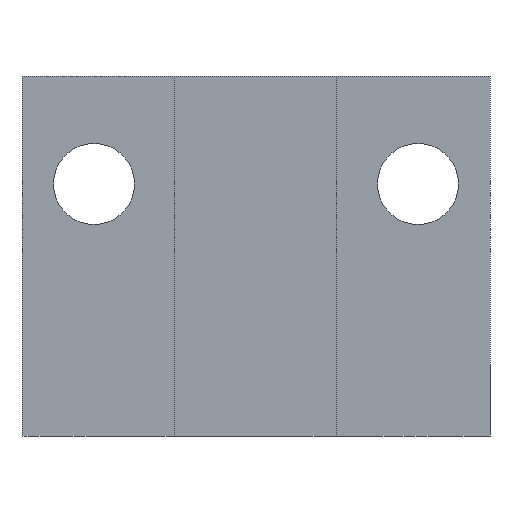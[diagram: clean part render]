
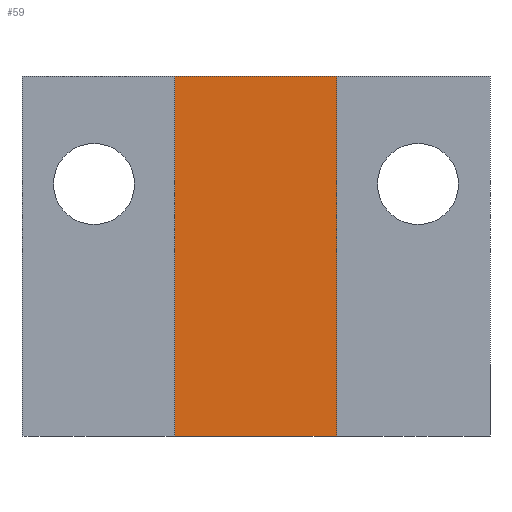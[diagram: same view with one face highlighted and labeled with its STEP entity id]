
A CAD part, front view. The second image highlights one B-rep face of the part: STEP entity #59.
In plain terms, the highlighted planar face has unit normal (0, -1, 0).
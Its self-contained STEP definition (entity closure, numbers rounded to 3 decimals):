
#59=ADVANCED_FACE('',(#123),#124,.T.);
#123=FACE_OUTER_BOUND('',#237,.T.);
#124=PLANE('',#238);
#237=EDGE_LOOP('',(#422,#423,#424,#425));
#238=AXIS2_PLACEMENT_3D('',#426,#427,#428);
#422=ORIENTED_EDGE('',*,*,#817,.F.);
#423=ORIENTED_EDGE('',*,*,#818,.F.);
#424=ORIENTED_EDGE('',*,*,#819,.F.);
#425=ORIENTED_EDGE('',*,*,#814,.T.);
#426=CARTESIAN_POINT('',(0.0,0.6,20.0));
#427=DIRECTION('',(0.0,-1.0,0.0));
#428=DIRECTION('',(0.0,0.0,-1.0));
#814=EDGE_CURVE('',#1012,#1009,#1013,.T.);
#817=EDGE_CURVE('',#1017,#1009,#1018,.T.);
#818=EDGE_CURVE('',#1019,#1017,#1020,.T.);
#819=EDGE_CURVE('',#1012,#1019,#1021,.T.);
#1009=VERTEX_POINT('',#1273);
#1012=VERTEX_POINT('',#1277);
#1013=LINE('',#1278,#1279);
#1017=VERTEX_POINT('',#1285);
#1018=LINE('',#1286,#1287);
#1019=VERTEX_POINT('',#1288);
#1020=LINE('',#1289,#1290);
#1021=LINE('',#1291,#1292);
#1273=CARTESIAN_POINT('',(-9.0,0.6,0.));
#1277=CARTESIAN_POINT('',(-9.0,0.6,40.0));
#1278=CARTESIAN_POINT('',(-9.0,0.6,20.0));
#1279=VECTOR('',#1568,1.0);
#1285=CARTESIAN_POINT('',(9.0,0.6,0.0));
#1286=CARTESIAN_POINT('',(13.0,0.6,0.0));
#1287=VECTOR('',#1571,1.0);
#1288=CARTESIAN_POINT('',(9.0,0.6,40.0));
#1289=CARTESIAN_POINT('',(9.0,0.6,20.0));
#1290=VECTOR('',#1572,1.0);
#1291=CARTESIAN_POINT('',(13.0,0.6,40.0));
#1292=VECTOR('',#1573,1.0);
#1568=DIRECTION('',(0.0,0.0,-1.0));
#1571=DIRECTION('',(-1.0,0.0,0.));
#1572=DIRECTION('',(0.0,0.0,-1.0));
#1573=DIRECTION('',(1.0,0.0,0.));
